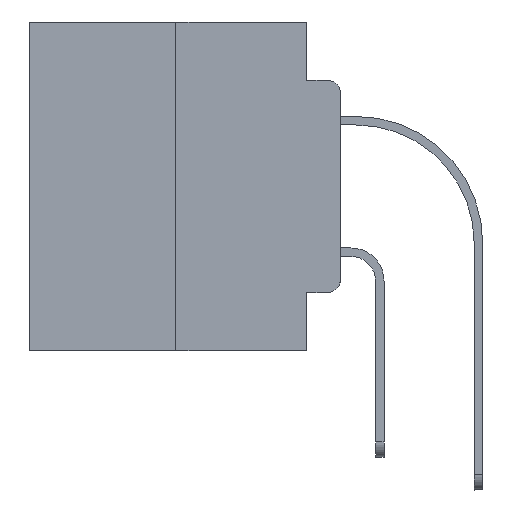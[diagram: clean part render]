
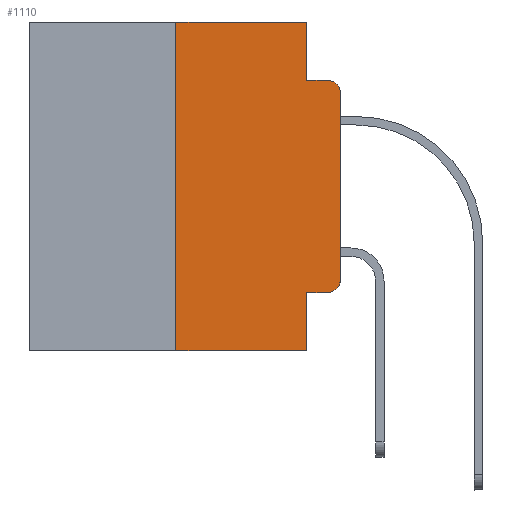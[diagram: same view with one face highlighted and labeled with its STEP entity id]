
A CAD part, left-side view. The second image highlights one B-rep face of the part: STEP entity #1110.
In plain terms, the highlighted planar face has unit normal (-1, 0, 0).
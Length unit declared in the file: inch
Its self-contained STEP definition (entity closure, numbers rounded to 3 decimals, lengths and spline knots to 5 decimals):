
#483 = ORIENTED_EDGE ( 'NONE', *, *, #26918, .T. ) ;
#1110 = ADVANCED_FACE ( 'NONE', ( #15192 ), #15450, .F. ) ;
#1121 = CARTESIAN_POINT ( 'NONE',  ( 0., 0.02, -0.4115 ) ) ;
#1478 = DIRECTION ( 'NONE',  ( 0., 0., -1. ) ) ;
#1806 = VECTOR ( 'NONE', #17267, 39.37008 ) ;
#1882 = DIRECTION ( 'NONE',  ( -1., 0., 0. ) ) ;
#2094 = CARTESIAN_POINT ( 'NONE',  ( 0., 0.473, 0. ) ) ;
#2641 = CARTESIAN_POINT ( 'NONE',  ( 0., 0.051, -0.0885 ) ) ;
#3158 = VECTOR ( 'NONE', #4859, 39.37008 ) ;
#3894 = LINE ( 'NONE', #10331, #24585 ) ;
#4002 = VERTEX_POINT ( 'NONE', #10273 ) ;
#4752 = CARTESIAN_POINT ( 'NONE',  ( 0., 0.051, -0.4115 ) ) ;
#4788 = EDGE_CURVE ( 'NONE', #7734, #13602, #24343, .T. ) ;
#4859 = DIRECTION ( 'NONE',  ( 0., -1., 0. ) ) ;
#5836 = EDGE_CURVE ( 'NONE', #13291, #10600, #21831, .T. ) ;
#6073 = VECTOR ( 'NONE', #17460, 39.37008 ) ;
#6213 = EDGE_CURVE ( 'NONE', #16625, #6785, #13563, .T. ) ;
#6705 = CARTESIAN_POINT ( 'NONE',  ( 0., 0., -0.3915 ) ) ;
#6785 = VERTEX_POINT ( 'NONE', #1121 ) ;
#7403 = CARTESIAN_POINT ( 'NONE',  ( 0., 0.02, -0.0885 ) ) ;
#7457 = EDGE_LOOP ( 'NONE', ( #14959, #11512, #26799, #11269, #24455, #17446, #483, #21792, #21926, #11177 ) ) ;
#7476 = LINE ( 'NONE', #16135, #23235 ) ;
#7734 = VERTEX_POINT ( 'NONE', #16408 ) ;
#8311 = CIRCLE ( 'NONE', #21448, 0.02 ) ;
#9036 = EDGE_CURVE ( 'NONE', #15113, #7734, #7476, .T. ) ;
#9072 = DIRECTION ( 'NONE',  ( 1., 0., 0. ) ) ;
#9135 = EDGE_CURVE ( 'NONE', #19882, #11820, #3894, .T. ) ;
#9343 = CIRCLE ( 'NONE', #19767, 0.02 ) ;
#9512 = VECTOR ( 'NONE', #17031, 39.37008 ) ;
#9719 = CARTESIAN_POINT ( 'NONE',  ( 0., 0.051, 0. ) ) ;
#10273 = CARTESIAN_POINT ( 'NONE',  ( 0., 0.051, -0.5 ) ) ;
#10331 = CARTESIAN_POINT ( 'NONE',  ( 0., 0., 0. ) ) ;
#10595 = CARTESIAN_POINT ( 'NONE',  ( 0., 0.02, -0.1085 ) ) ;
#10600 = VERTEX_POINT ( 'NONE', #7403 ) ;
#10932 = CARTESIAN_POINT ( 'NONE',  ( 0., 0.051, 0. ) ) ;
#11177 = ORIENTED_EDGE ( 'NONE', *, *, #15573, .T. ) ;
#11269 = ORIENTED_EDGE ( 'NONE', *, *, #26419, .F. ) ;
#11512 = ORIENTED_EDGE ( 'NONE', *, *, #24323, .T. ) ;
#11820 = VERTEX_POINT ( 'NONE', #25490 ) ;
#13291 = VERTEX_POINT ( 'NONE', #26616 ) ;
#13563 = LINE ( 'NONE', #4752, #1806 ) ;
#13602 = VERTEX_POINT ( 'NONE', #9719 ) ;
#14055 = LINE ( 'NONE', #10932, #6073 ) ;
#14268 = VECTOR ( 'NONE', #21253, 39.37008 ) ;
#14611 = LINE ( 'NONE', #27808, #9512 ) ;
#14751 = LINE ( 'NONE', #17017, #14268 ) ;
#14790 = CARTESIAN_POINT ( 'NONE',  ( 0., 0.02, -0.3915 ) ) ;
#14959 = ORIENTED_EDGE ( 'NONE', *, *, #9135, .T. ) ;
#15113 = VERTEX_POINT ( 'NONE', #16798 ) ;
#15192 = FACE_OUTER_BOUND ( 'NONE', #7457, .T. ) ;
#15450 = PLANE ( 'NONE',  #18316 ) ;
#15541 = CARTESIAN_POINT ( 'NONE',  ( 0., 0.051, -0.4115 ) ) ;
#15573 = EDGE_CURVE ( 'NONE', #6785, #19882, #9343, .T. ) ;
#16135 = CARTESIAN_POINT ( 'NONE',  ( 0., 0.25, 0. ) ) ;
#16263 = DIRECTION ( 'NONE',  ( 0., 0., 1. ) ) ;
#16408 = CARTESIAN_POINT ( 'NONE',  ( 0., 0.25, 0. ) ) ;
#16625 = VERTEX_POINT ( 'NONE', #15541 ) ;
#16798 = CARTESIAN_POINT ( 'NONE',  ( 0., 0.25, -0.5 ) ) ;
#17017 = CARTESIAN_POINT ( 'NONE',  ( 0., 0.473, -0.5 ) ) ;
#17031 = DIRECTION ( 'NONE',  ( 0., 0., -1. ) ) ;
#17267 = DIRECTION ( 'NONE',  ( 0., -1., 0. ) ) ;
#17446 = ORIENTED_EDGE ( 'NONE', *, *, #9036, .F. ) ;
#17460 = DIRECTION ( 'NONE',  ( 0., 0., -1. ) ) ;
#17957 = CARTESIAN_POINT ( 'NONE',  ( 0., 0.473, 0. ) ) ;
#18316 = AXIS2_PLACEMENT_3D ( 'NONE', #2094, #9072, #19310 ) ;
#18842 = DIRECTION ( 'NONE',  ( 0., 0., 1. ) ) ;
#19310 = DIRECTION ( 'NONE',  ( 0., 0., -1. ) ) ;
#19387 = EDGE_CURVE ( 'NONE', #16625, #4002, #14611, .T. ) ;
#19445 = DIRECTION ( 'NONE',  ( -1., 0., 0. ) ) ;
#19767 = AXIS2_PLACEMENT_3D ( 'NONE', #14790, #19445, #21084 ) ;
#19882 = VERTEX_POINT ( 'NONE', #6705 ) ;
#21084 = DIRECTION ( 'NONE',  ( 0., 0., -1. ) ) ;
#21253 = DIRECTION ( 'NONE',  ( 0., -1., 0. ) ) ;
#21448 = AXIS2_PLACEMENT_3D ( 'NONE', #10595, #1882, #1478 ) ;
#21792 = ORIENTED_EDGE ( 'NONE', *, *, #19387, .F. ) ;
#21831 = LINE ( 'NONE', #2641, #24077 ) ;
#21926 = ORIENTED_EDGE ( 'NONE', *, *, #6213, .T. ) ;
#21984 = DIRECTION ( 'NONE',  ( 0., -1., 0. ) ) ;
#23235 = VECTOR ( 'NONE', #16263, 39.37008 ) ;
#24077 = VECTOR ( 'NONE', #21984, 39.37008 ) ;
#24323 = EDGE_CURVE ( 'NONE', #11820, #10600, #8311, .T. ) ;
#24343 = LINE ( 'NONE', #17957, #3158 ) ;
#24455 = ORIENTED_EDGE ( 'NONE', *, *, #4788, .F. ) ;
#24585 = VECTOR ( 'NONE', #18842, 39.37008 ) ;
#25490 = CARTESIAN_POINT ( 'NONE',  ( 0., 0., -0.1085 ) ) ;
#26419 = EDGE_CURVE ( 'NONE', #13602, #13291, #14055, .T. ) ;
#26616 = CARTESIAN_POINT ( 'NONE',  ( 0., 0.051, -0.0885 ) ) ;
#26799 = ORIENTED_EDGE ( 'NONE', *, *, #5836, .F. ) ;
#26918 = EDGE_CURVE ( 'NONE', #15113, #4002, #14751, .T. ) ;
#27808 = CARTESIAN_POINT ( 'NONE',  ( 0., 0.051, 0. ) ) ;
